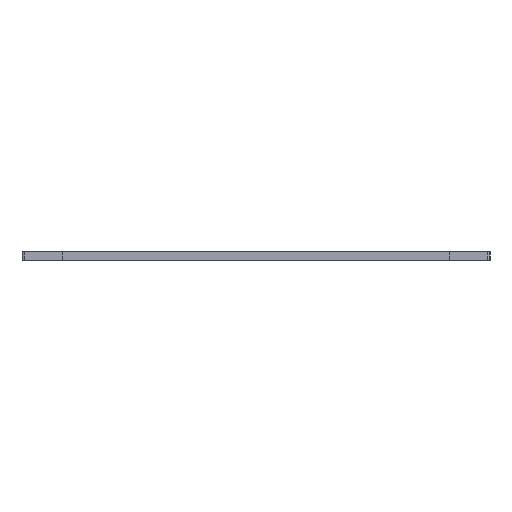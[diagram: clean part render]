
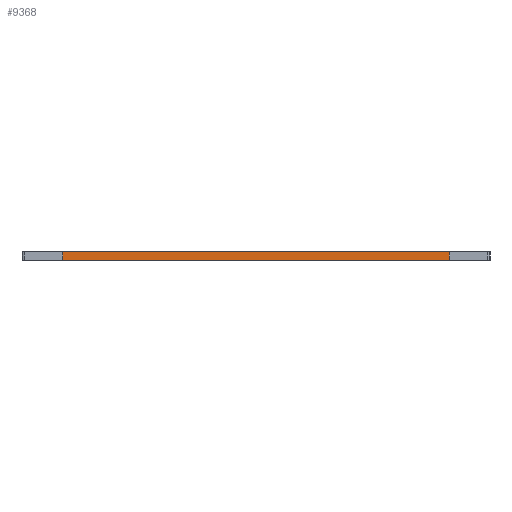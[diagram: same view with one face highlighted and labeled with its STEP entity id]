
A CAD part, left-side view. The second image highlights one B-rep face of the part: STEP entity #9368.
In plain terms, the highlighted planar face has unit normal (-1, 0, 0).
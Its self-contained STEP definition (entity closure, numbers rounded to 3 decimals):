
#239 = VERTEX_POINT('',#240);
#240 = CARTESIAN_POINT('',(0.,-84.2,0.));
#246 = EDGE_CURVE('',#239,#247,#249,.T.);
#247 = VERTEX_POINT('',#248);
#248 = CARTESIAN_POINT('',(0.,-8.,0.));
#249 = LINE('',#250,#251);
#250 = CARTESIAN_POINT('',(0.,-84.2,0.));
#251 = VECTOR('',#252,1.);
#252 = DIRECTION('',(0.,1.,0.));
#4760 = VERTEX_POINT('',#4761);
#4761 = CARTESIAN_POINT('',(0.,-84.2,1.6));
#4767 = EDGE_CURVE('',#4760,#4768,#4770,.T.);
#4768 = VERTEX_POINT('',#4769);
#4769 = CARTESIAN_POINT('',(0.,-8.,1.6));
#4770 = LINE('',#4771,#4772);
#4771 = CARTESIAN_POINT('',(0.,-84.2,1.6));
#4772 = VECTOR('',#4773,1.);
#4773 = DIRECTION('',(0.,1.,0.));
#9355 = EDGE_CURVE('',#247,#4768,#9356,.T.);
#9356 = LINE('',#9357,#9358);
#9357 = CARTESIAN_POINT('',(0.,-8.,0.));
#9358 = VECTOR('',#9359,1.);
#9359 = DIRECTION('',(0.,0.,1.));
#9368 = ADVANCED_FACE('',(#9369),#9380,.T.);
#9369 = FACE_BOUND('',#9370,.T.);
#9370 = EDGE_LOOP('',(#9371,#9377,#9378,#9379));
#9371 = ORIENTED_EDGE('',*,*,#9372,.T.);
#9372 = EDGE_CURVE('',#239,#4760,#9373,.T.);
#9373 = LINE('',#9374,#9375);
#9374 = CARTESIAN_POINT('',(0.,-84.2,0.));
#9375 = VECTOR('',#9376,1.);
#9376 = DIRECTION('',(0.,0.,1.));
#9377 = ORIENTED_EDGE('',*,*,#4767,.T.);
#9378 = ORIENTED_EDGE('',*,*,#9355,.F.);
#9379 = ORIENTED_EDGE('',*,*,#246,.F.);
#9380 = PLANE('',#9381);
#9381 = AXIS2_PLACEMENT_3D('',#9382,#9383,#9384);
#9382 = CARTESIAN_POINT('',(0.,-84.2,0.));
#9383 = DIRECTION('',(-1.,0.,0.));
#9384 = DIRECTION('',(0.,1.,0.));
